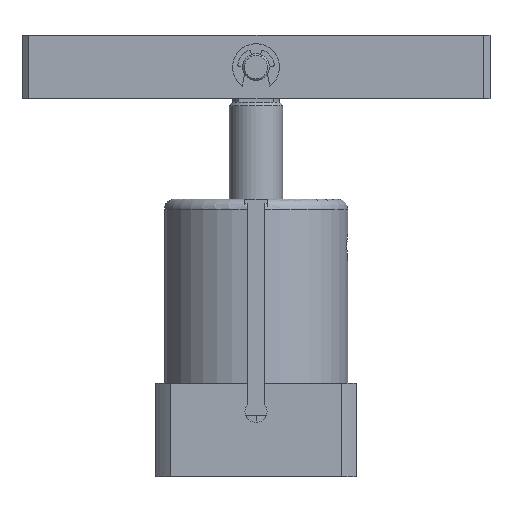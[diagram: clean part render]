
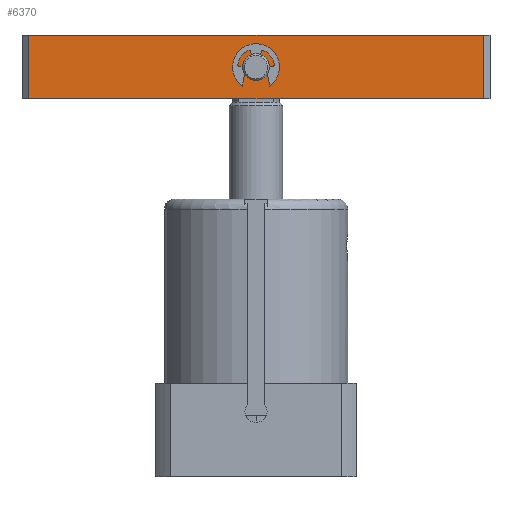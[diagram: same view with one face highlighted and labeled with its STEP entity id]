
A CAD part, left-side view. The second image highlights one B-rep face of the part: STEP entity #6370.
In plain terms, the highlighted face is planar.
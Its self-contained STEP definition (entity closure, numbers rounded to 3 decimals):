
#245 = CIRCLE ( 'NONE', #7038, 4. ) ;
#910 = VECTOR ( 'NONE', #5650, 1000. ) ;
#1178 = CARTESIAN_POINT ( 'NONE',  ( 13530.757, 2336.591, 19. ) ) ;
#1498 = ORIENTED_EDGE ( 'NONE', *, *, #6247, .F. ) ;
#1688 = LINE ( 'NONE', #6011, #7678 ) ;
#1739 = CARTESIAN_POINT ( 'NONE',  ( 13530.757, 2336.591, 0. ) ) ;
#1873 = CARTESIAN_POINT ( 'NONE',  ( 13462.757, 2336.591, 13.5 ) ) ;
#2308 = EDGE_CURVE ( 'NONE', #2644, #7188, #3868, .T. ) ;
#2644 = VERTEX_POINT ( 'NONE', #3877 ) ;
#2718 = FACE_BOUND ( 'NONE', #6176, .T. ) ;
#2810 = CARTESIAN_POINT ( 'NONE',  ( 13394.757, 2336.591, 19. ) ) ;
#2849 = ORIENTED_EDGE ( 'NONE', *, *, #8358, .T. ) ;
#2851 = ORIENTED_EDGE ( 'NONE', *, *, #7710, .F. ) ;
#2943 = FACE_OUTER_BOUND ( 'NONE', #6268, .T. ) ;
#3188 = EDGE_CURVE ( 'NONE', #2644, #4043, #1688, .T. ) ;
#3291 = ORIENTED_EDGE ( 'NONE', *, *, #3188, .F. ) ;
#3390 = VECTOR ( 'NONE', #3533, 1000. ) ;
#3533 = DIRECTION ( 'NONE',  ( 1., 0., 0. ) ) ;
#3563 = CARTESIAN_POINT ( 'NONE',  ( 0., 2336.591, 19. ) ) ;
#3868 = LINE ( 'NONE', #7598, #6028 ) ;
#3877 = CARTESIAN_POINT ( 'NONE',  ( 13394.757, 2336.591, 0. ) ) ;
#4043 = VERTEX_POINT ( 'NONE', #2810 ) ;
#4347 = CARTESIAN_POINT ( 'NONE',  ( 13462.757, 2336.591, 5.5 ) ) ;
#4682 = DIRECTION ( 'NONE',  ( 0., 0., 1. ) ) ;
#4710 = DIRECTION ( 'NONE',  ( 0., 1., 0. ) ) ;
#4738 = PLANE ( 'NONE',  #7140 ) ;
#4970 = LINE ( 'NONE', #3563, #3390 ) ;
#5306 = CARTESIAN_POINT ( 'NONE',  ( 13394.757, 2336.591, 19. ) ) ;
#5397 = ORIENTED_EDGE ( 'NONE', *, *, #2308, .T. ) ;
#5509 = AXIS2_PLACEMENT_3D ( 'NONE', #6897, #6880, #6874 ) ;
#5591 = CARTESIAN_POINT ( 'NONE',  ( 13530.757, 2336.591, 19. ) ) ;
#5650 = DIRECTION ( 'NONE',  ( 0., 0., 1. ) ) ;
#5900 = DIRECTION ( 'NONE',  ( 0., 0., 1. ) ) ;
#6011 = CARTESIAN_POINT ( 'NONE',  ( 13394.757, 2336.591, 19. ) ) ;
#6028 = VECTOR ( 'NONE', #7604, 1000. ) ;
#6165 = VERTEX_POINT ( 'NONE', #1873 ) ;
#6176 = EDGE_LOOP ( 'NONE', ( #1498, #2851 ) ) ;
#6210 = VERTEX_POINT ( 'NONE', #1178 ) ;
#6247 = EDGE_CURVE ( 'NONE', #6165, #7951, #245, .T. ) ;
#6268 = EDGE_LOOP ( 'NONE', ( #7457, #3291, #5397, #2849 ) ) ;
#6370 = ADVANCED_FACE ( 'NONE', ( #2718, #2943 ), #4738, .F. ) ;
#6874 = DIRECTION ( 'NONE',  ( 0., 0., 1. ) ) ;
#6880 = DIRECTION ( 'NONE',  ( 0., -1., 0. ) ) ;
#6897 = CARTESIAN_POINT ( 'NONE',  ( 13462.757, 2336.591, 9.5 ) ) ;
#7038 = AXIS2_PLACEMENT_3D ( 'NONE', #7835, #7807, #7781 ) ;
#7140 = AXIS2_PLACEMENT_3D ( 'NONE', #5306, #4710, #4682 ) ;
#7188 = VERTEX_POINT ( 'NONE', #1739 ) ;
#7457 = ORIENTED_EDGE ( 'NONE', *, *, #8074, .F. ) ;
#7598 = CARTESIAN_POINT ( 'NONE',  ( 0., 2336.591, 0. ) ) ;
#7604 = DIRECTION ( 'NONE',  ( 1., 0., 0. ) ) ;
#7678 = VECTOR ( 'NONE', #5900, 1000. ) ;
#7710 = EDGE_CURVE ( 'NONE', #7951, #6165, #8204, .T. ) ;
#7781 = DIRECTION ( 'NONE',  ( 0., 0., 1. ) ) ;
#7807 = DIRECTION ( 'NONE',  ( 0., -1., 0. ) ) ;
#7835 = CARTESIAN_POINT ( 'NONE',  ( 13462.757, 2336.591, 9.5 ) ) ;
#7902 = LINE ( 'NONE', #5591, #910 ) ;
#7951 = VERTEX_POINT ( 'NONE', #4347 ) ;
#8074 = EDGE_CURVE ( 'NONE', #4043, #6210, #4970, .T. ) ;
#8204 = CIRCLE ( 'NONE', #5509, 4. ) ;
#8358 = EDGE_CURVE ( 'NONE', #7188, #6210, #7902, .T. ) ;
